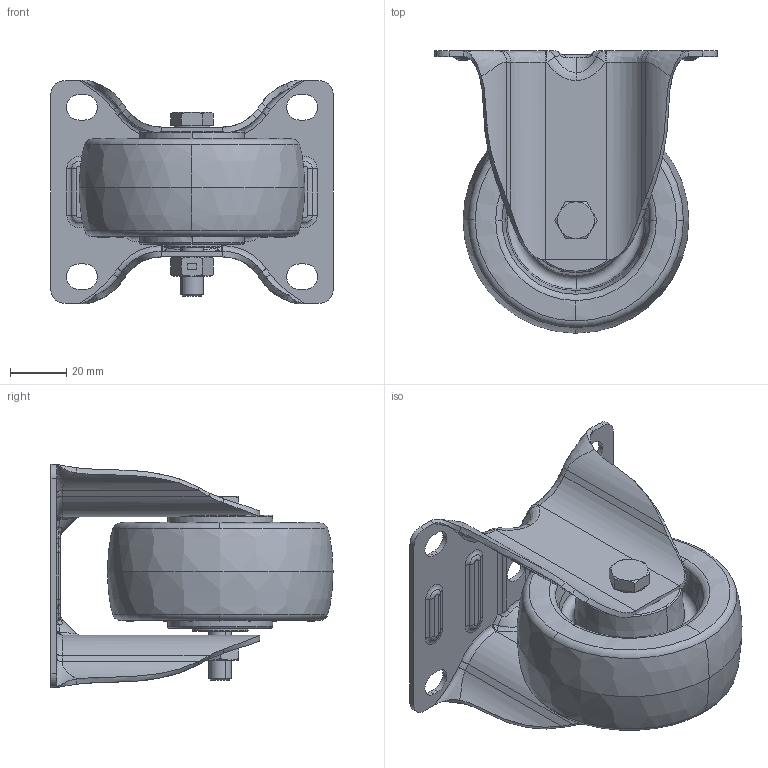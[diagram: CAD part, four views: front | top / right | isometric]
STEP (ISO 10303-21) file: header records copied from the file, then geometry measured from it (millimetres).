
FILE_DESCRIPTION (( 'STEP AP214' ), '1' );
FILE_NAME ('0056444.step', '2023-08-03T08:03:14', ( '' ), ( '' ), 'SwSTEP 2.0', 'SolidWorks 2020', '' );
FILE_SCHEMA (( 'AUTOMOTIVE_DESIGN' ));
Length unit declared in the file: millimetre
Products named in the file (1): 0056444
Bounding box: 100 x 100 x 79.31 mm (x, y, z)
Volume: 179668.6 mm3; surface area: 93050.6 mm2
Topology: 18 solids, 18 shells, 764 faces, 1898 edges, 1172 vertices
Faces by surface type: cylinder 178, bspline 164, torus 162, plane 144, cone 116
Entity records: 41133 total; most frequent: CARTESIAN_POINT 15799, ORIENTED_EDGE 3772, DIRECTION 3180, EDGE_CURVE 1886, AXIS2_PLACEMENT_3D 1373, VERTEX_POINT 1172, EDGE_LOOP 824, UNCERTAINTY_MEASURE_WITH_UNIT 784
